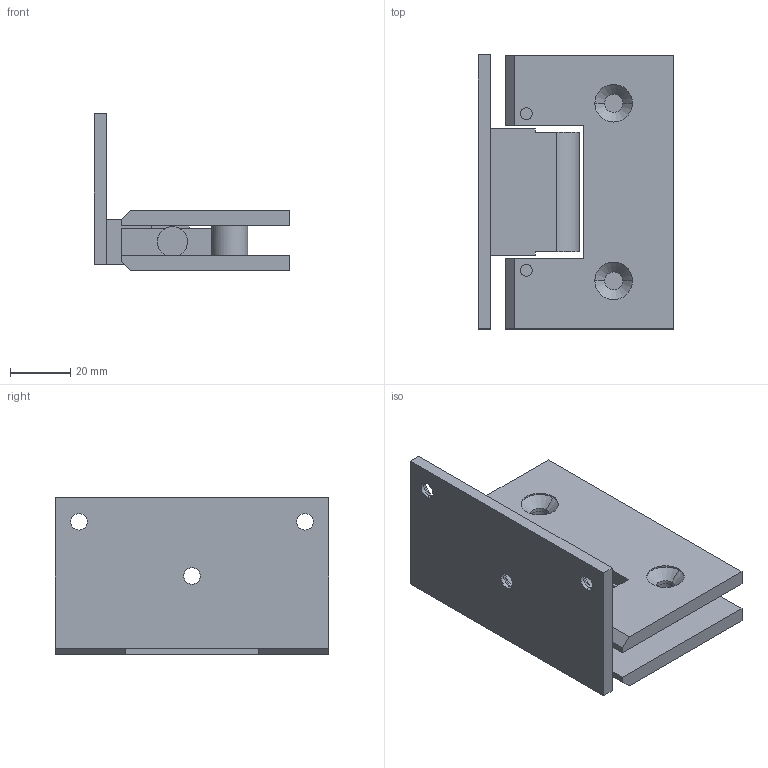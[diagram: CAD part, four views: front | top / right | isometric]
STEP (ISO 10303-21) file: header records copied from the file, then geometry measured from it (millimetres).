
FILE_DESCRIPTION (( 'STEP AP203' ), '1' );
FILE_NAME ('GS-MS_D-B-980-6_S-B.STEP', '2019-05-10T11:22:56', ( '' ), ( '' ), 'SwSTEP 2.0', 'SolidWorks 2018', '' );
FILE_SCHEMA (( 'CONFIG_CONTROL_DESIGN' ));
Length unit declared in the file: millimetre
Products named in the file (1): GS-MS_D-B-980-6_S-B
Bounding box: 65 x 91 x 52 mm (x, y, z)
Volume: 83104.1 mm3; surface area: 36703.6 mm2
Topology: 4 solids, 4 shells, 99 faces, 243 edges, 154 vertices
Faces by surface type: plane 53, cylinder 36, cone 10
Entity records: 3004 total; most frequent: DIRECTION 523, CARTESIAN_POINT 497, ORIENTED_EDGE 486, EDGE_CURVE 243, AXIS2_PLACEMENT_3D 180, LINE 163, VECTOR 163, VERTEX_POINT 154
